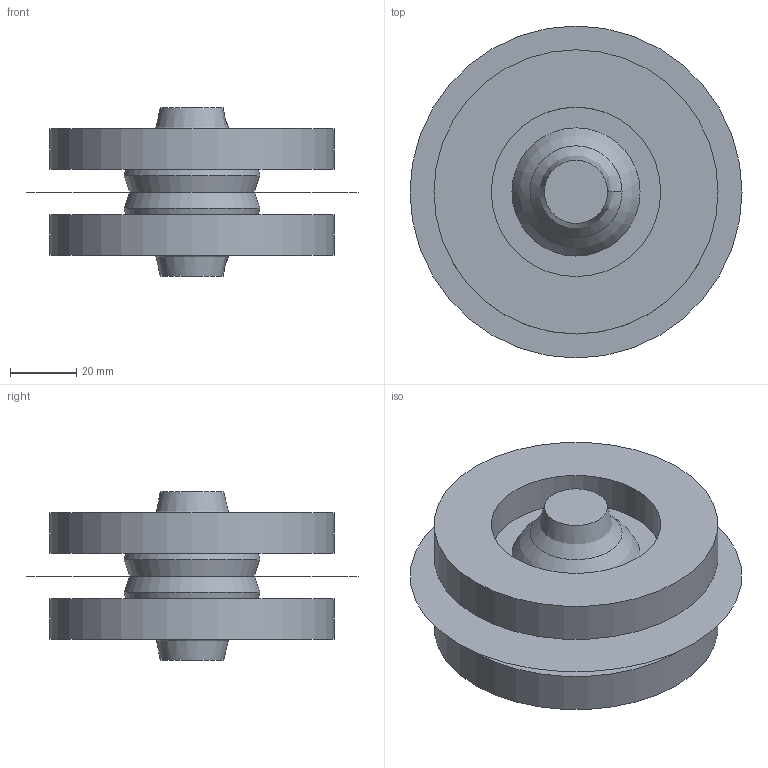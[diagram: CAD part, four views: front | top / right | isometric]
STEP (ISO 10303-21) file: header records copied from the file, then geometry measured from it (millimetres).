
FILE_DESCRIPTION(/* description */ ('','CAx-IF Rec.Pracs.---Representation and Presentation of Product Manufacturing Information (PMI)---4.0---2014-10-13'),/* implementation_level */ '2;1');
FILE_NAME(/* name */ 'AQ25010-2002-Elmer-3.step',/* time_stamp */ '2025-03-30T09:49:22-04:00',/* author */ (''),/* organization */ (''),/* preprocessor_version */ 'ST-DEVELOPER v20',/* originating_system */ 'Autodesk Translation Framework v13.20.0.188',/* authorisation */ '');
FILE_SCHEMA (('AP242_MANAGED_MODEL_BASED_3D_ENGINEERING_MIM_LF { 1 0 10303 442 1 1 4 }'));
Length unit declared in the file: metre
Products named in the file (1): AQ25010-2002-Elmer-3
Bounding box: 100 x 100 x 50.8 mm (x, y, z)
Volume: 134457.6 mm3; surface area: 56223.8 mm2
Topology: 3 solids, 6 shells, 30 faces, 58 edges, 39 vertices
Faces by surface type: plane 11, sphere 9, bspline 4, cylinder 4, cone 2
Full cylindrical faces by diameter (mm): 51.043 x2, 85.587 x2
Entity records: 1184 total; most frequent: CARTESIAN_POINT 551, DIRECTION 134, ORIENTED_EDGE 100, AXIS2_PLACEMENT_3D 64, EDGE_CURVE 51, VERTEX_POINT 39, EDGE_LOOP 38, CIRCLE 37
